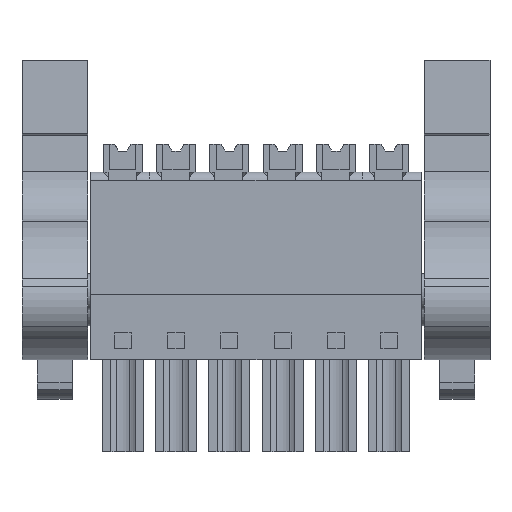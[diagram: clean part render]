
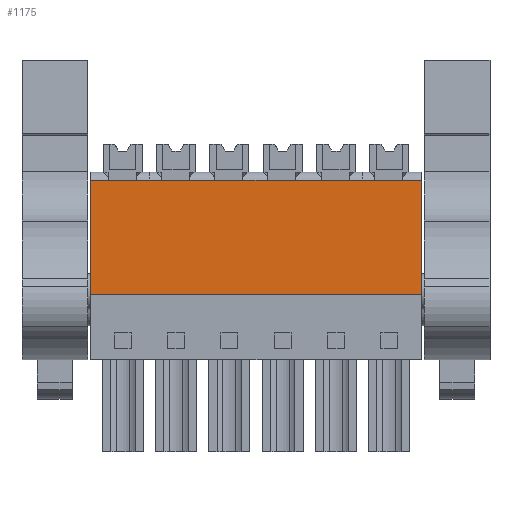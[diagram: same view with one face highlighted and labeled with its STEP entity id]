
A CAD part, front view. The second image highlights one B-rep face of the part: STEP entity #1175.
In plain terms, the highlighted planar face has unit normal (0, -1, 0).
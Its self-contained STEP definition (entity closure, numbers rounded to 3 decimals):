
#1155=AXIS2_PLACEMENT_3D('Plane Axis2P3D',#1152,#1153,#1154) ;
#77=CARTESIAN_POINT('Vertex',(4.9,2.029,11.25)) ;
#80=CARTESIAN_POINT('Line Origine',(4.9,2.029,13.3)) ;
#84=CARTESIAN_POINT('Vertex',(4.9,2.029,19.4)) ;
#1137=CARTESIAN_POINT('Vertex',(28.55,2.029,11.25)) ;
#1140=CARTESIAN_POINT('Line Origine',(16.725,2.029,11.25)) ;
#1152=CARTESIAN_POINT('Axis2P3D Location',(12.42,2.029,19.4)) ;
#1157=CARTESIAN_POINT('Line Origine',(28.55,2.029,15.325)) ;
#1161=CARTESIAN_POINT('Vertex',(28.55,2.029,19.4)) ;
#1164=CARTESIAN_POINT('Line Origine',(16.725,2.029,19.4)) ;
#81=DIRECTION('Vector Direction',(0.,0.,1.)) ;
#1141=DIRECTION('Vector Direction',(1.,0.,0.)) ;
#1153=DIRECTION('Axis2P3D Direction',(0.,-1.,0.)) ;
#1154=DIRECTION('Axis2P3D XDirection',(0.,0.,-1.)) ;
#1158=DIRECTION('Vector Direction',(0.,0.,-1.)) ;
#1165=DIRECTION('Vector Direction',(1.,0.,0.)) ;
#82=VECTOR('Line Direction',#81,1.) ;
#1142=VECTOR('Line Direction',#1141,1.) ;
#1159=VECTOR('Line Direction',#1158,1.) ;
#1166=VECTOR('Line Direction',#1165,1.) ;
#1170=ORIENTED_EDGE('',*,*,#1144,.T.) ;
#1171=ORIENTED_EDGE('',*,*,#1163,.F.) ;
#1172=ORIENTED_EDGE('',*,*,#1168,.F.) ;
#1173=ORIENTED_EDGE('',*,*,#86,.F.) ;
#1175=ADVANCED_FACE('HOUSING',(#1174),#1156,.T.) ;
#86=EDGE_CURVE('',#78,#85,#83,.T.) ;
#1144=EDGE_CURVE('',#78,#1138,#1143,.T.) ;
#1163=EDGE_CURVE('',#1162,#1138,#1160,.T.) ;
#1168=EDGE_CURVE('',#85,#1162,#1167,.T.) ;
#1169=EDGE_LOOP('',(#1170,#1171,#1172,#1173)) ;
#1174=FACE_OUTER_BOUND('',#1169,.T.) ;
#83=LINE('Line',#80,#82) ;
#1143=LINE('Line',#1140,#1142) ;
#1160=LINE('Line',#1157,#1159) ;
#1167=LINE('Line',#1164,#1166) ;
#1156=PLANE('',#1155) ;
#78=VERTEX_POINT('',#77) ;
#85=VERTEX_POINT('',#84) ;
#1138=VERTEX_POINT('',#1137) ;
#1162=VERTEX_POINT('',#1161) ;
